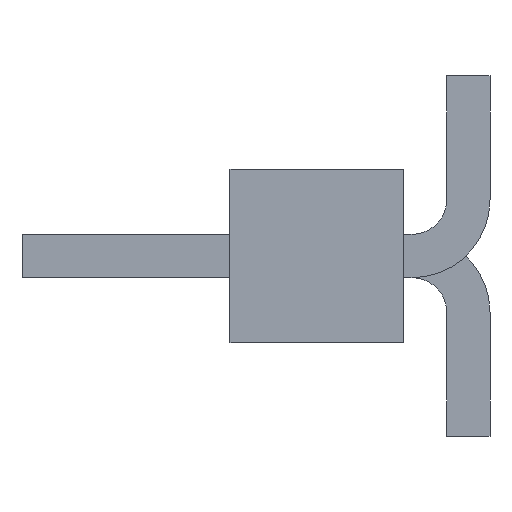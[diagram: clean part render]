
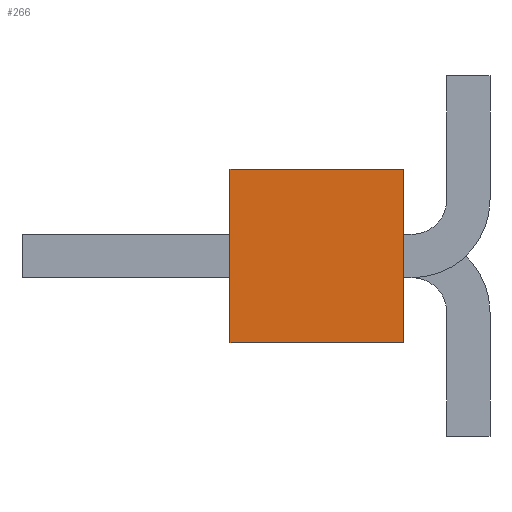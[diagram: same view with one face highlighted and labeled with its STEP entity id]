
A CAD part, left-side view. The second image highlights one B-rep face of the part: STEP entity #266.
In plain terms, the highlighted planar face has unit normal (-1, 0, 0).
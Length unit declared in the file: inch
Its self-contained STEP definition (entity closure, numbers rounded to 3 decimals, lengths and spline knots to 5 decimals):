
#266 = ADVANCED_FACE( '', ( #524 ), #525, .F. );
#524 = FACE_OUTER_BOUND( '', #780, .T. );
#525 = PLANE( '', #781 );
#780 = EDGE_LOOP( '', ( #1412, #1413, #1414, #1415 ) );
#781 = AXIS2_PLACEMENT_3D( '', #1416, #1417, #1418 );
#1412 = ORIENTED_EDGE( '', *, *, #1845, .T. );
#1413 = ORIENTED_EDGE( '', *, *, #1836, .F. );
#1414 = ORIENTED_EDGE( '', *, *, #1778, .F. );
#1415 = ORIENTED_EDGE( '', *, *, #1676, .T. );
#1416 = CARTESIAN_POINT( '', ( -0.15, 0.05, -0.05 ) );
#1417 = DIRECTION( '', ( 1., 0., 0. ) );
#1418 = DIRECTION( '', ( 0., 0., -1. ) );
#1676 = EDGE_CURVE( '', #2043, #2041, #2044, .T. );
#1778 = EDGE_CURVE( '', #2043, #2194, #2195, .T. );
#1836 = EDGE_CURVE( '', #2194, #2270, #2271, .T. );
#1845 = EDGE_CURVE( '', #2041, #2270, #2281, .T. );
#2041 = VERTEX_POINT( '', #2551 );
#2043 = VERTEX_POINT( '', #2554 );
#2044 = LINE( '', #2555, #2556 );
#2194 = VERTEX_POINT( '', #2781 );
#2195 = LINE( '', #2782, #2783 );
#2270 = VERTEX_POINT( '', #2895 );
#2271 = LINE( '', #2896, #2897 );
#2281 = LINE( '', #2911, #2912 );
#2551 = CARTESIAN_POINT( '', ( -0.15, -0.05, -0.05 ) );
#2554 = CARTESIAN_POINT( '', ( -0.15, 0.05, -0.05 ) );
#2555 = CARTESIAN_POINT( '', ( -0.15, 0.05, -0.05 ) );
#2556 = VECTOR( '', #3048, 39.37008 );
#2781 = CARTESIAN_POINT( '', ( -0.15, 0.05, 0.05 ) );
#2782 = CARTESIAN_POINT( '', ( -0.15, 0.05, -0.05 ) );
#2783 = VECTOR( '', #3130, 39.37008 );
#2895 = CARTESIAN_POINT( '', ( -0.15, -0.05, 0.05 ) );
#2896 = CARTESIAN_POINT( '', ( -0.15, 0.05, 0.05 ) );
#2897 = VECTOR( '', #3174, 39.37008 );
#2911 = CARTESIAN_POINT( '', ( -0.15, -0.05, -0.05 ) );
#2912 = VECTOR( '', #3179, 39.37008 );
#3048 = DIRECTION( '', ( 0., -1., 0. ) );
#3130 = DIRECTION( '', ( 0., 0., 1. ) );
#3174 = DIRECTION( '', ( 0., -1., 0. ) );
#3179 = DIRECTION( '', ( 0., 0., 1. ) );
